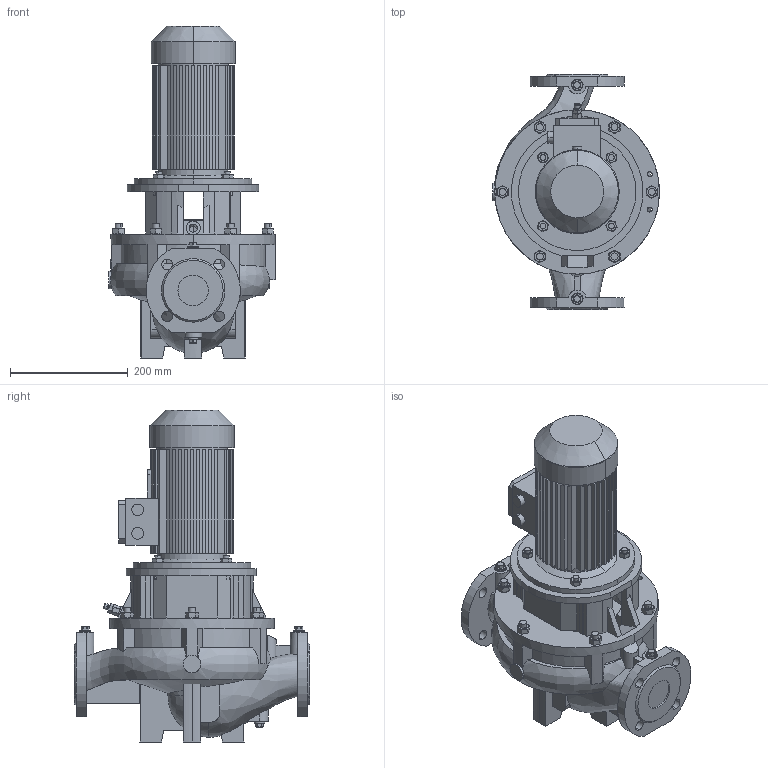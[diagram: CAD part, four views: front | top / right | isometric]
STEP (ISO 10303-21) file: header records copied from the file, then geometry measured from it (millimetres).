
FILE_DESCRIPTION (( 'STEP AP203' ), '1' );
FILE_NAME ('枅-313-000-313-008-01-42.step', '2025-02-11T17:05:57', ( 'adb' ), ( '' ), 'SwSTEP 2.0', 'SolidWorks 2016', '' );
FILE_SCHEMA (( 'CONFIG_CONTROL_DESIGN' ));
Length unit declared in the file: millimetre
Products named in the file (1): 枅-313-000-313-008-01-42
Bounding box: 284 x 400 x 565 mm (x, y, z)
Volume: 11148153.1 mm3; surface area: 1131926.9 mm2
Topology: 8 solids, 20 shells, 964 faces, 2516 edges, 1650 vertices
Faces by surface type: plane 513, cylinder 333, cone 103, bspline 12, sphere 3
Entity records: 35392 total; most frequent: CARTESIAN_POINT 11447, ORIENTED_EDGE 5028, DIRECTION 4936, EDGE_CURVE 2514, AXIS2_PLACEMENT_3D 1824, VERTEX_POINT 1650, VECTOR 1288, LINE 1288
